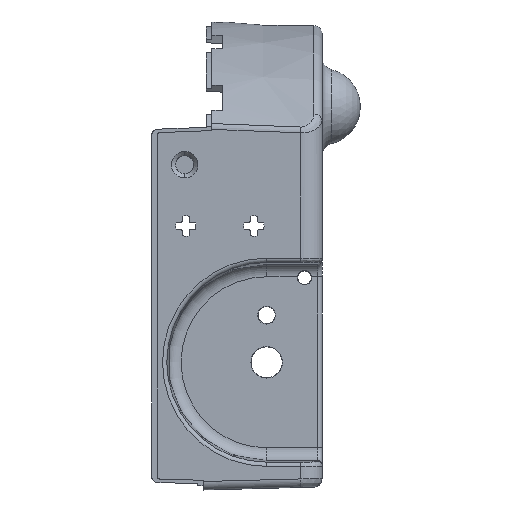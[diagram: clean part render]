
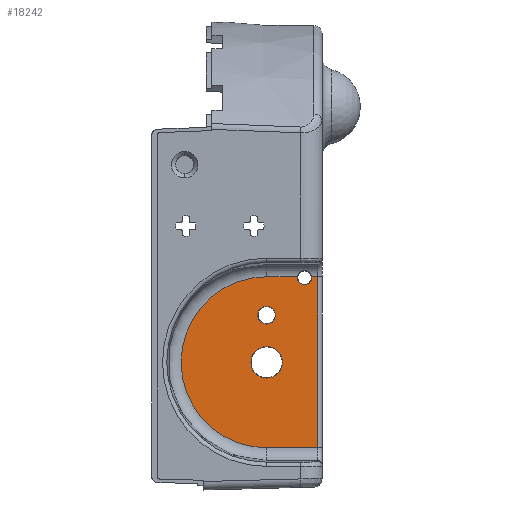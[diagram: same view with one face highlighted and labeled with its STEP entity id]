
A CAD part, left-side view. The second image highlights one B-rep face of the part: STEP entity #18242.
In plain terms, the highlighted planar face has unit normal (-1, 0, 0).
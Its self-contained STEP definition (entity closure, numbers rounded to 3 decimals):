
#7096=CARTESIAN_POINT('',(-37.9,13.,-25.));
#7097=DIRECTION('',(1.,0.,0.));
#7098=DIRECTION('',(0.,0.,-1.));
#7099=AXIS2_PLACEMENT_3D('',#7096,#7097,#7098);
#7104=CARTESIAN_POINT('',(-37.9,13.,-25.));
#7105=DIRECTION('',(1.,0.,0.));
#7106=DIRECTION('',(0.,0.,1.));
#7107=AXIS2_PLACEMENT_3D('',#7104,#7105,#7106);
#7112=CARTESIAN_POINT('',(-37.9,13.,-13.95));
#7113=DIRECTION('',(1.,0.,0.));
#7114=DIRECTION('',(0.,0.,-1.));
#7115=AXIS2_PLACEMENT_3D('',#7112,#7113,#7114);
#7120=CARTESIAN_POINT('',(-37.9,13.,-13.95));
#7121=DIRECTION('',(1.,0.,0.));
#7122=DIRECTION('',(0.,0.,1.));
#7123=AXIS2_PLACEMENT_3D('',#7120,#7121,#7122);
#7128=CARTESIAN_POINT('',(-37.9,4.1,-5.15));
#7129=DIRECTION('',(1.,0.,0.));
#7130=DIRECTION('',(0.,-0.991,0.136));
#7131=AXIS2_PLACEMENT_3D('',#7128,#7129,#7130);
#7136=DIRECTION('',(0.,-1.,0.));
#7137=VECTOR('',#7136,1.44);
#7138=CARTESIAN_POINT('',(-37.9,2.44,-4.922));
#7139=LINE('',#7138,#7137);
#7143=DIRECTION('',(0.,0.,-1.));
#7144=VECTOR('',#7143,40.155);
#7145=CARTESIAN_POINT('',(-37.9,1.,-4.922));
#7146=LINE('',#7145,#7144);
#7150=DIRECTION('',(0.,1.,0.));
#7151=VECTOR('',#7150,12.);
#7152=CARTESIAN_POINT('',(-37.9,1.,-45.078));
#7153=LINE('',#7152,#7151);
#7157=CARTESIAN_POINT('',(-37.9,13.,-25.));
#7158=DIRECTION('',(1.,0.,0.));
#7159=DIRECTION('',(0.,0.,-1.));
#7160=AXIS2_PLACEMENT_3D('',#7157,#7158,#7159);
#7165=DIRECTION('',(0.,-1.,0.));
#7166=VECTOR('',#7165,7.24);
#7167=CARTESIAN_POINT('',(-37.9,13.,-4.922));
#7168=LINE('',#7167,#7166);
#7172=CARTESIAN_POINT('',(-37.9,4.1,-5.15));
#7173=DIRECTION('',(1.,0.,0.));
#7174=DIRECTION('',(0.,0.,-1.));
#7175=AXIS2_PLACEMENT_3D('',#7172,#7173,#7174);
#10673=CARTESIAN_POINT('',(-37.9,1.,-4.922));
#10674=CARTESIAN_POINT('',(-37.9,1.,-45.078));
#10675=VERTEX_POINT('',#10673);
#10676=VERTEX_POINT('',#10674);
#10693=CARTESIAN_POINT('',(-37.9,13.,-45.078));
#10694=CARTESIAN_POINT('',(-37.9,13.,-4.922));
#10695=VERTEX_POINT('',#10693);
#10696=VERTEX_POINT('',#10694);
#11336=CARTESIAN_POINT('',(-37.9,13.,-28.701));
#11337=CARTESIAN_POINT('',(-37.9,13.,-21.299));
#11338=VERTEX_POINT('',#11336);
#11339=VERTEX_POINT('',#11337);
#11340=CARTESIAN_POINT('',(-37.9,13.,-16.026));
#11341=CARTESIAN_POINT('',(-37.9,13.,-11.874));
#11342=VERTEX_POINT('',#11340);
#11343=VERTEX_POINT('',#11341);
#11352=CARTESIAN_POINT('',(-37.9,2.44,-4.922));
#11353=CARTESIAN_POINT('',(-37.9,4.1,-6.826));
#11354=VERTEX_POINT('',#11352);
#11355=VERTEX_POINT('',#11353);
#11356=CARTESIAN_POINT('',(-37.9,5.76,-4.922));
#11357=VERTEX_POINT('',#11356);
#18214=CARTESIAN_POINT('',(-37.9,0.,0.));
#18215=DIRECTION('',(-1.,0.,0.));
#18216=DIRECTION('',(0.,0.,1.));
#18217=AXIS2_PLACEMENT_3D('',#18214,#18215,#18216);
#18218=PLANE('',#18217);
#18219=ORIENTED_EDGE('',*,*,#18126,.F.);
#18220=ORIENTED_EDGE('',*,*,#18107,.T.);
#18221=ORIENTED_EDGE('',*,*,#17951,.T.);
#18223=ORIENTED_EDGE('',*,*,#18222,.T.);
#18225=ORIENTED_EDGE('',*,*,#18224,.T.);
#18226=ORIENTED_EDGE('',*,*,#18101,.T.);
#18228=ORIENTED_EDGE('',*,*,#18227,.F.);
#18229=EDGE_LOOP('',(#18219,#18220,#18221,#18223,#18225,#18226,#18228));
#18230=FACE_OUTER_BOUND('',#18229,.F.);
#18231=ORIENTED_EDGE('',*,*,#18204,.F.);
#18233=ORIENTED_EDGE('',*,*,#18232,.F.);
#18234=EDGE_LOOP('',(#18231,#18233));
#18235=FACE_BOUND('',#18234,.F.);
#18237=ORIENTED_EDGE('',*,*,#18236,.F.);
#18239=ORIENTED_EDGE('',*,*,#18238,.F.);
#18240=EDGE_LOOP('',(#18237,#18239));
#18241=FACE_BOUND('',#18240,.F.);
#18242=ADVANCED_FACE('',(#18230,#18235,#18241),#18218,.T.);
#7100=CIRCLE('',#7099,3.701);
#7108=CIRCLE('',#7107,3.701);
#7116=CIRCLE('',#7115,2.076);
#7124=CIRCLE('',#7123,2.076);
#7132=CIRCLE('',#7131,1.676);
#7161=CIRCLE('',#7160,20.078);
#7176=CIRCLE('',#7175,1.676);
#17951=EDGE_CURVE('',#10675,#10676,#7146,.T.);
#18101=EDGE_CURVE('',#10696,#11357,#7168,.T.);
#18107=EDGE_CURVE('',#11354,#10675,#7139,.T.);
#18126=EDGE_CURVE('',#11354,#11355,#7132,.T.);
#18204=EDGE_CURVE('',#11338,#11339,#7100,.T.);
#18222=EDGE_CURVE('',#10676,#10695,#7153,.T.);
#18224=EDGE_CURVE('',#10695,#10696,#7161,.T.);
#18227=EDGE_CURVE('',#11355,#11357,#7176,.T.);
#18232=EDGE_CURVE('',#11339,#11338,#7108,.T.);
#18236=EDGE_CURVE('',#11342,#11343,#7116,.T.);
#18238=EDGE_CURVE('',#11343,#11342,#7124,.T.);
